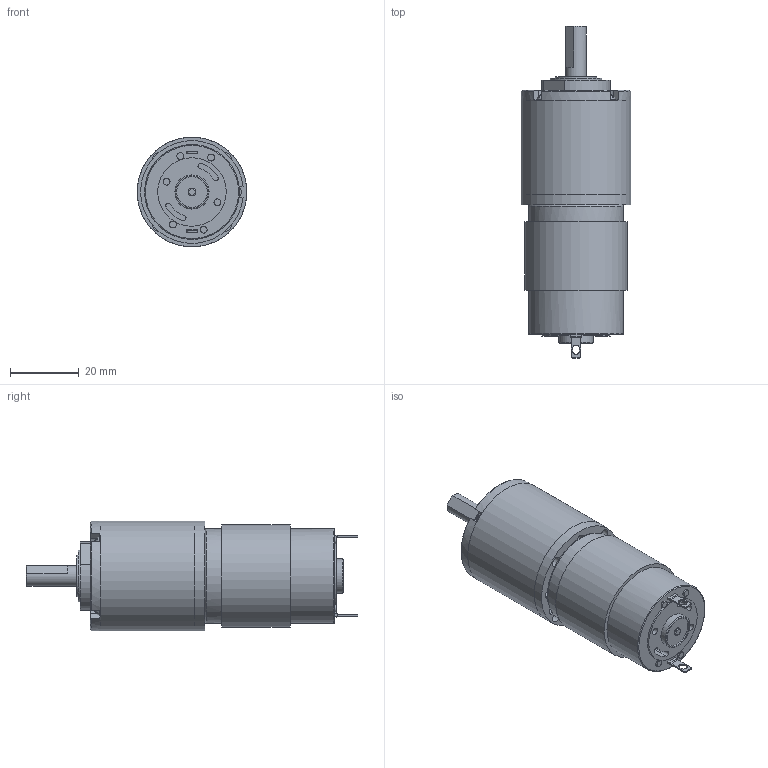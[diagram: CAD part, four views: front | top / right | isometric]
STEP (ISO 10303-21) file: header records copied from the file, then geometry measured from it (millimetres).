
FILE_DESCRIPTION(/* description */ (''),/* implementation_level */ '2;1');
FILE_NAME(/* name */ 'Geared_RS-385.stp',/* time_stamp */ '2018-03-29T12:34:19+09:00',/* author */ ('Tsuba'),/* organization */ (''),/* preprocessor_version */ 'ST-DEVELOPER v17',/* originating_system */ 'Autodesk Inventor 2018',/* authorisation */ '');
FILE_SCHEMA (('AUTOMOTIVE_DESIGN { 1 0 10303 214 3 1 1 }'));
Length unit declared in the file: millimetre
Products named in the file (3): Geared 385; gia; MABUCHI MOTOR 385
Assembly tree (2 placements, depth 2):
  Geared 385
    gia
    MABUCHI MOTOR 385
Bounding box: 32 x 96.9 x 32 mm (x, y, z)
Volume: 50866.4 mm3; surface area: 13940.5 mm2
Topology: 2 solids, 2 shells, 256 faces, 643 edges, 424 vertices
Faces by surface type: plane 131, cylinder 102, cone 13, torus 6, sphere 4
Full cylindrical faces by diameter (mm): 2 x4, 2.3 x2, 2.6 x3, 2.8 x4, 3 x8, 3.1 x2, 6 x1, 9 x2, 10 x3, 15 x1, 16.4 x1, 16.5 x1, 27.7 x1, 32 x2, 32.01 x1
Entity records: 8310 total; most frequent: CARTESIAN_POINT 1597, DIRECTION 1442, ORIENTED_EDGE 1272, EDGE_CURVE 636, AXIS2_PLACEMENT_3D 575, VERTEX_POINT 424, CIRCLE 310, EDGE_LOOP 302
